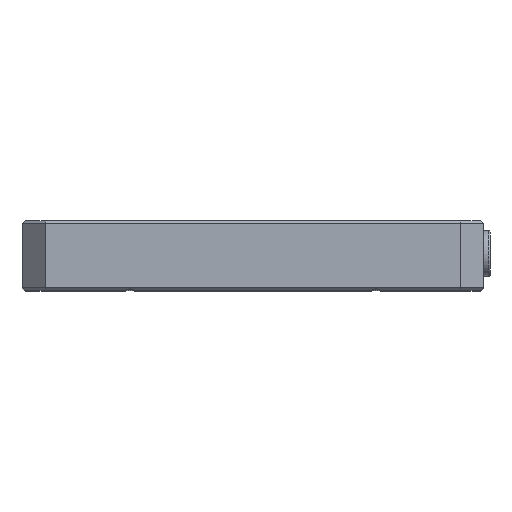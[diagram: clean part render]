
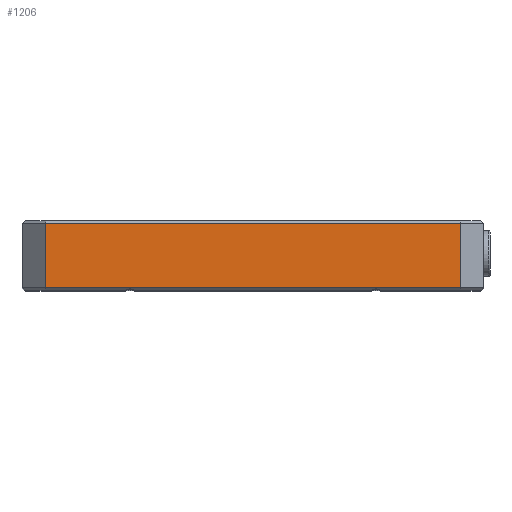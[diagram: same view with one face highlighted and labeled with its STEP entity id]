
A CAD part, top view. The second image highlights one B-rep face of the part: STEP entity #1206.
In plain terms, the highlighted planar face has unit normal (0, 0, 1).
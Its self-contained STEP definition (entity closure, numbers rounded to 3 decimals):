
#209=FACE_OUTER_BOUND('',#2270,.T.);
#568=LINE('',#8918,#800);
#604=LINE('',#9028,#836);
#605=LINE('',#9030,#837);
#606=LINE('',#9032,#838);
#607=LINE('',#9034,#839);
#608=LINE('',#9036,#840);
#800=VECTOR('',#7001,1.);
#836=VECTOR('',#7123,1.);
#837=VECTOR('',#7124,1.);
#838=VECTOR('',#7125,1.);
#839=VECTOR('',#7126,1.);
#840=VECTOR('',#7127,1.);
#1069=PLANE('',#6181);
#1206=ADVANCED_FACE('',(#209),#1069,.F.);
#2270=EDGE_LOOP('',(#3155,#3156,#3157,#3158,#3159,#3160,#3161));
#3155=ORIENTED_EDGE('',*,*,#5156,.T.);
#3156=ORIENTED_EDGE('',*,*,#5157,.T.);
#3157=ORIENTED_EDGE('',*,*,#5158,.F.);
#3158=ORIENTED_EDGE('',*,*,#5158,.T.);
#3159=ORIENTED_EDGE('',*,*,#5159,.T.);
#3160=ORIENTED_EDGE('',*,*,#5160,.T.);
#3161=ORIENTED_EDGE('',*,*,#5101,.T.);
#4481=VERTEX_POINT('',#8909);
#4483=VERTEX_POINT('',#8915);
#4515=VERTEX_POINT('',#9029);
#4516=VERTEX_POINT('',#9031);
#4517=VERTEX_POINT('',#9033);
#4518=VERTEX_POINT('',#9035);
#5101=EDGE_CURVE('',#4483,#4481,#568,.T.);
#5156=EDGE_CURVE('',#4481,#4515,#604,.T.);
#5157=EDGE_CURVE('',#4515,#4516,#605,.T.);
#5158=EDGE_CURVE('',#4517,#4516,#606,.T.);
#5159=EDGE_CURVE('',#4516,#4518,#607,.T.);
#5160=EDGE_CURVE('',#4518,#4483,#608,.T.);
#6181=AXIS2_PLACEMENT_3D('',#9037,#7128,#7129);
#7001=DIRECTION('',(1.,0.,0.));
#7123=DIRECTION('',(0.,1.,0.));
#7124=DIRECTION('',(-1.,0.,0.));
#7125=DIRECTION('',(0.,1.,0.));
#7126=DIRECTION('',(-1.,0.,0.));
#7127=DIRECTION('',(0.,-1.,0.));
#7128=DIRECTION('',(0.,0.,-1.));
#7129=DIRECTION('',(-1.,0.,0.));
#8909=CARTESIAN_POINT('',(481.,1.,568.));
#8915=CARTESIAN_POINT('',(319.,1.,568.));
#8918=CARTESIAN_POINT('',(303.,1.,568.));
#9028=CARTESIAN_POINT('',(481.,27.,568.));
#9029=CARTESIAN_POINT('',(481.,26.,568.));
#9030=CARTESIAN_POINT('',(319.,26.,568.));
#9031=CARTESIAN_POINT('',(414.5,26.,568.));
#9032=CARTESIAN_POINT('',(414.5,27.,568.));
#9033=CARTESIAN_POINT('',(414.5,24.945,568.));
#9034=CARTESIAN_POINT('',(319.,26.,568.));
#9035=CARTESIAN_POINT('',(319.,26.,568.));
#9036=CARTESIAN_POINT('',(319.,27.,568.));
#9037=CARTESIAN_POINT('',(303.,27.,568.));
